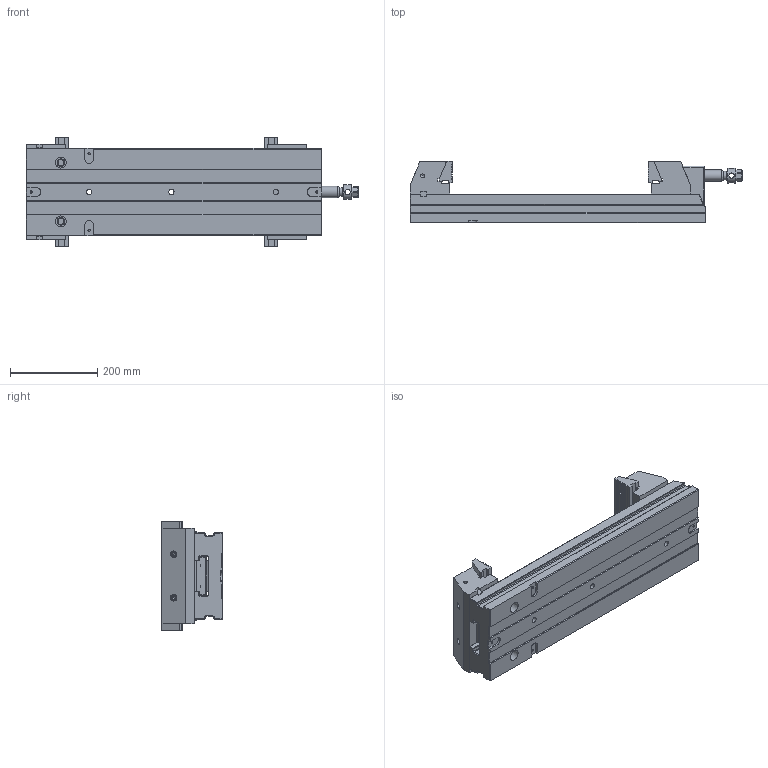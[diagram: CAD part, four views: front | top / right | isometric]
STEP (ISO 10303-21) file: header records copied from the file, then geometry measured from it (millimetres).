
FILE_DESCRIPTION(/* description */ (''),/* implementation_level */ '2;1');
FILE_NAME(/* name */ '30_250S_Mordaza.stp',/* time_stamp */ '2019-03-22T11:55:15+01:00',/* author */ (''),/* organization */ (''),/* preprocessor_version */ 'ST-DEVELOPER v16',/* originating_system */ 'SIEMENS PLM Software NX 11.0',/* authorisation */ '');
FILE_SCHEMA (('AUTOMOTIVE_DESIGN { 1 0 10303 214 3 1 1 1 }'));
Length unit declared in the file: millimetre
Products named in the file (1): 30_250S_Mordaza
Bounding box: 762.99 x 142 x 250 mm (x, y, z)
Volume: 9924991.2 mm3; surface area: 868083 mm2
Topology: 13 solids, 13 shells, 632 faces, 1664 edges, 1090 vertices
Faces by surface type: plane 466, cylinder 103, cone 36, sphere 18, torus 9
Full cylindrical faces by diameter (mm): 4.351 x1, 5.188 x4, 6 x2, 6.5 x2, 6.985 x4, 8.5 x4, 8.782 x6, 9.5 x4, 10.5 x4, 10.579 x3, 12 x4, 12.376 x3, 13 x3, 14.376 x2, 15 x4, 15.5 x2, 16.5 x1, 17 x2, 18 x5, 19 x5, 20 x3, 21.25 x1, 25 x2, 26 x1, 28 x2, 30 x2, 33.8 x1, 34 x3
Entity records: 20908 total; most frequent: CARTESIAN_POINT 3468, DIRECTION 2995, ORIENTED_EDGE 2944, EDGE_CURVE 1472, LINE 1153, VECTOR 1153, VERTEX_POINT 1036, AXIS2_PLACEMENT_3D 921
